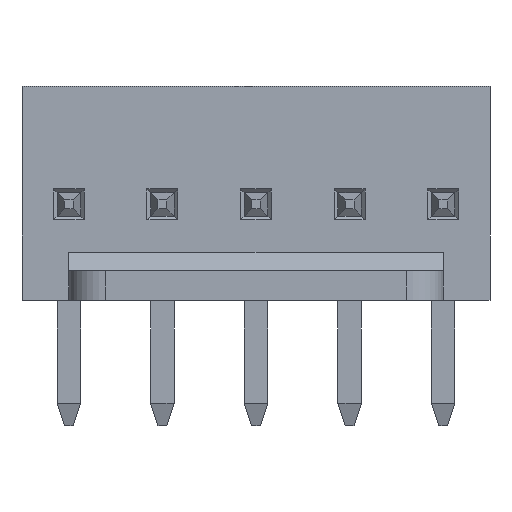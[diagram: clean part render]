
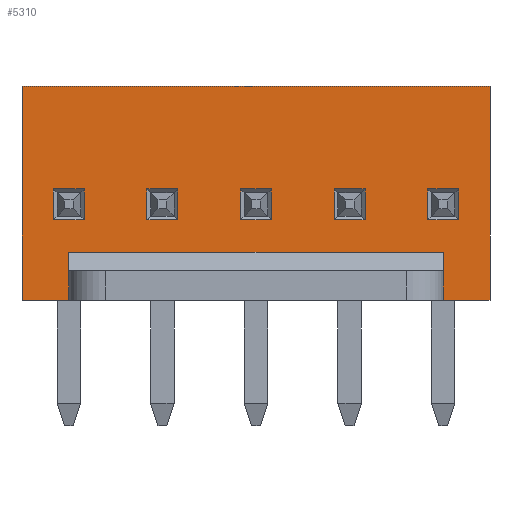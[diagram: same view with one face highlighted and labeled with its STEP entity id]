
A CAD part, front view. The second image highlights one B-rep face of the part: STEP entity #5310.
In plain terms, the highlighted face is planar.
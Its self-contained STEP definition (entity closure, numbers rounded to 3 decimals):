
#182=PLANE('',#5557);
#388=LINE('',#6954,#886);
#392=LINE('',#6966,#890);
#406=LINE('',#6993,#904);
#479=LINE('',#7137,#977);
#482=LINE('',#7142,#980);
#483=LINE('',#7144,#981);
#488=LINE('',#7152,#986);
#493=LINE('',#7160,#991);
#515=LINE('',#7212,#1013);
#518=LINE('',#7218,#1016);
#519=LINE('',#7220,#1017);
#523=LINE('',#7227,#1021);
#543=LINE('',#7272,#1041);
#546=LINE('',#7278,#1044);
#547=LINE('',#7280,#1045);
#551=LINE('',#7287,#1049);
#571=LINE('',#7332,#1069);
#574=LINE('',#7338,#1072);
#575=LINE('',#7340,#1073);
#579=LINE('',#7347,#1077);
#583=LINE('',#7357,#1081);
#585=LINE('',#7362,#1083);
#589=LINE('',#7369,#1087);
#591=LINE('',#7372,#1089);
#620=LINE('',#7433,#1118);
#622=LINE('',#7438,#1120);
#626=LINE('',#7445,#1124);
#628=LINE('',#7448,#1126);
#886=VECTOR('',#5938,1000.);
#890=VECTOR('',#5946,1000.);
#904=VECTOR('',#5966,1000.);
#977=VECTOR('',#6063,1000.);
#980=VECTOR('',#6070,1000.);
#981=VECTOR('',#6073,1000.);
#986=VECTOR('',#6080,1000.);
#991=VECTOR('',#6087,1000.);
#1013=VECTOR('',#6145,1000.);
#1016=VECTOR('',#6150,1000.);
#1017=VECTOR('',#6153,1000.);
#1021=VECTOR('',#6159,1000.);
#1041=VECTOR('',#6205,1000.);
#1044=VECTOR('',#6210,1000.);
#1045=VECTOR('',#6213,1000.);
#1049=VECTOR('',#6219,1000.);
#1069=VECTOR('',#6265,1000.);
#1072=VECTOR('',#6270,1000.);
#1073=VECTOR('',#6273,1000.);
#1077=VECTOR('',#6279,1000.);
#1081=VECTOR('',#6287,1000.);
#1083=VECTOR('',#6291,1000.);
#1087=VECTOR('',#6297,1000.);
#1089=VECTOR('',#6301,1000.);
#1118=VECTOR('',#6354,1000.);
#1120=VECTOR('',#6358,1000.);
#1124=VECTOR('',#6364,1000.);
#1126=VECTOR('',#6368,1000.);
#2060=ORIENTED_EDGE('',*,*,#2690,.T.);
#2061=ORIENTED_EDGE('',*,*,#2684,.T.);
#2062=ORIENTED_EDGE('',*,*,#2686,.T.);
#2063=ORIENTED_EDGE('',*,*,#2692,.T.);
#2064=ORIENTED_EDGE('',*,*,#2610,.T.);
#2065=ORIENTED_EDGE('',*,*,#2615,.T.);
#2066=ORIENTED_EDGE('',*,*,#2611,.T.);
#2067=ORIENTED_EDGE('',*,*,#2607,.T.);
#2068=ORIENTED_EDGE('',*,*,#2547,.F.);
#2069=ORIENTED_EDGE('',*,*,#2468,.F.);
#2070=ORIENTED_EDGE('',*,*,#2546,.T.);
#2071=ORIENTED_EDGE('',*,*,#2454,.F.);
#2072=ORIENTED_EDGE('',*,*,#2557,.F.);
#2073=ORIENTED_EDGE('',*,*,#2543,.T.);
#2074=ORIENTED_EDGE('',*,*,#2552,.F.);
#2075=ORIENTED_EDGE('',*,*,#2448,.F.);
#2076=ORIENTED_EDGE('',*,*,#2582,.T.);
#2077=ORIENTED_EDGE('',*,*,#2587,.T.);
#2078=ORIENTED_EDGE('',*,*,#2583,.T.);
#2079=ORIENTED_EDGE('',*,*,#2579,.T.);
#2080=ORIENTED_EDGE('',*,*,#2638,.T.);
#2081=ORIENTED_EDGE('',*,*,#2643,.T.);
#2082=ORIENTED_EDGE('',*,*,#2639,.T.);
#2083=ORIENTED_EDGE('',*,*,#2635,.T.);
#2084=ORIENTED_EDGE('',*,*,#2653,.T.);
#2085=ORIENTED_EDGE('',*,*,#2647,.T.);
#2086=ORIENTED_EDGE('',*,*,#2649,.T.);
#2087=ORIENTED_EDGE('',*,*,#2655,.T.);
#2448=EDGE_CURVE('',#2910,#2911,#388,.T.);
#2454=EDGE_CURVE('',#2916,#2917,#392,.T.);
#2468=EDGE_CURVE('',#2926,#2927,#406,.T.);
#2543=EDGE_CURVE('',#2982,#2985,#479,.T.);
#2546=EDGE_CURVE('',#2926,#2917,#482,.T.);
#2547=EDGE_CURVE('',#2927,#2910,#483,.T.);
#2552=EDGE_CURVE('',#2911,#2985,#488,.T.);
#2557=EDGE_CURVE('',#2982,#2916,#493,.T.);
#2579=EDGE_CURVE('',#2999,#3001,#515,.T.);
#2582=EDGE_CURVE('',#3001,#3003,#518,.T.);
#2583=EDGE_CURVE('',#3004,#2999,#519,.T.);
#2587=EDGE_CURVE('',#3003,#3004,#523,.T.);
#2607=EDGE_CURVE('',#3015,#3017,#543,.T.);
#2610=EDGE_CURVE('',#3017,#3019,#546,.T.);
#2611=EDGE_CURVE('',#3020,#3015,#547,.T.);
#2615=EDGE_CURVE('',#3019,#3020,#551,.T.);
#2635=EDGE_CURVE('',#3031,#3033,#571,.T.);
#2638=EDGE_CURVE('',#3033,#3035,#574,.T.);
#2639=EDGE_CURVE('',#3036,#3031,#575,.T.);
#2643=EDGE_CURVE('',#3035,#3036,#579,.T.);
#2647=EDGE_CURVE('',#3039,#3041,#583,.T.);
#2649=EDGE_CURVE('',#3041,#3043,#585,.T.);
#2653=EDGE_CURVE('',#3045,#3039,#589,.T.);
#2655=EDGE_CURVE('',#3043,#3045,#591,.T.);
#2684=EDGE_CURVE('',#3063,#3065,#620,.T.);
#2686=EDGE_CURVE('',#3065,#3067,#622,.T.);
#2690=EDGE_CURVE('',#3069,#3063,#626,.T.);
#2692=EDGE_CURVE('',#3067,#3069,#628,.T.);
#2910=VERTEX_POINT('',#6953);
#2911=VERTEX_POINT('',#6955);
#2916=VERTEX_POINT('',#6965);
#2917=VERTEX_POINT('',#6967);
#2926=VERTEX_POINT('',#6992);
#2927=VERTEX_POINT('',#6994);
#2982=VERTEX_POINT('',#7131);
#2985=VERTEX_POINT('',#7136);
#2999=VERTEX_POINT('',#7207);
#3001=VERTEX_POINT('',#7211);
#3003=VERTEX_POINT('',#7217);
#3004=VERTEX_POINT('',#7221);
#3015=VERTEX_POINT('',#7267);
#3017=VERTEX_POINT('',#7271);
#3019=VERTEX_POINT('',#7277);
#3020=VERTEX_POINT('',#7281);
#3031=VERTEX_POINT('',#7327);
#3033=VERTEX_POINT('',#7331);
#3035=VERTEX_POINT('',#7337);
#3036=VERTEX_POINT('',#7341);
#3039=VERTEX_POINT('',#7352);
#3041=VERTEX_POINT('',#7356);
#3043=VERTEX_POINT('',#7361);
#3045=VERTEX_POINT('',#7367);
#3063=VERTEX_POINT('',#7428);
#3065=VERTEX_POINT('',#7432);
#3067=VERTEX_POINT('',#7437);
#3069=VERTEX_POINT('',#7443);
#3327=EDGE_LOOP('',(#2060,#2061,#2062,#2063));
#3328=EDGE_LOOP('',(#2064,#2065,#2066,#2067));
#3329=EDGE_LOOP('',(#2068,#2069,#2070,#2071,#2072,#2073,#2074,#2075));
#3330=EDGE_LOOP('',(#2076,#2077,#2078,#2079));
#3331=EDGE_LOOP('',(#2080,#2081,#2082,#2083));
#3332=EDGE_LOOP('',(#2084,#2085,#2086,#2087));
#3563=FACE_BOUND('',#3327,.T.);
#3564=FACE_BOUND('',#3328,.T.);
#3565=FACE_BOUND('',#3329,.T.);
#3566=FACE_BOUND('',#3330,.T.);
#3567=FACE_BOUND('',#3331,.T.);
#3568=FACE_BOUND('',#3332,.T.);
#5310=ADVANCED_FACE('',(#3563,#3564,#3565,#3566,#3567,#3568),#182,.T.);
#5557=AXIS2_PLACEMENT_3D('',#7487,#6412,#6413);
#5938=DIRECTION('',(1.,0.,0.));
#5946=DIRECTION('',(1.,0.,0.));
#5966=DIRECTION('',(-1.,0.,0.));
#6063=DIRECTION('',(-1.,0.,0.));
#6070=DIRECTION('',(0.,1.,0.));
#6073=DIRECTION('',(0.,1.,0.));
#6080=DIRECTION('',(0.,-1.,0.));
#6087=DIRECTION('',(0.,1.,0.));
#6145=DIRECTION('',(0.,-1.,0.));
#6150=DIRECTION('',(-1.,0.,0.));
#6153=DIRECTION('',(1.,0.,0.));
#6159=DIRECTION('',(0.,1.,0.));
#6205=DIRECTION('',(0.,-1.,0.));
#6210=DIRECTION('',(-1.,0.,0.));
#6213=DIRECTION('',(1.,0.,0.));
#6219=DIRECTION('',(0.,1.,0.));
#6265=DIRECTION('',(0.,-1.,0.));
#6270=DIRECTION('',(-1.,0.,0.));
#6273=DIRECTION('',(1.,0.,0.));
#6279=DIRECTION('',(0.,1.,0.));
#6287=DIRECTION('',(0.,1.,0.));
#6291=DIRECTION('',(1.,0.,0.));
#6297=DIRECTION('',(-1.,0.,0.));
#6301=DIRECTION('',(0.,-1.,0.));
#6354=DIRECTION('',(0.,1.,0.));
#6358=DIRECTION('',(1.,0.,0.));
#6364=DIRECTION('',(-1.,0.,0.));
#6368=DIRECTION('',(0.,-1.,0.));
#6412=DIRECTION('',(0.,0.,1.));
#6413=DIRECTION('',(1.,0.,0.));
#6953=CARTESIAN_POINT('',(-6.35,2.9,-2.45));
#6954=CARTESIAN_POINT('',(-6.35,2.9,-2.45));
#6955=CARTESIAN_POINT('',(-5.08,2.9,-2.45));
#6965=CARTESIAN_POINT('',(5.08,2.9,-2.45));
#6966=CARTESIAN_POINT('',(5.08,2.9,-2.45));
#6967=CARTESIAN_POINT('',(6.35,2.9,-2.45));
#6992=CARTESIAN_POINT('',(6.35,-2.9,-2.45));
#6993=CARTESIAN_POINT('',(6.35,-2.9,-2.45));
#6994=CARTESIAN_POINT('',(-6.35,-2.9,-2.45));
#7131=CARTESIAN_POINT('',(5.08,2.1,-2.45));
#7136=CARTESIAN_POINT('',(-5.08,2.1,-2.45));
#7137=CARTESIAN_POINT('',(6.35,2.1,-2.45));
#7142=CARTESIAN_POINT('',(6.35,-2.9,-2.45));
#7144=CARTESIAN_POINT('',(-6.35,-2.9,-2.45));
#7152=CARTESIAN_POINT('',(-5.08,2.9,-2.45));
#7160=CARTESIAN_POINT('',(5.08,2.1,-2.45));
#7207=CARTESIAN_POINT('',(-4.66,0.72,-2.45));
#7211=CARTESIAN_POINT('',(-4.66,-0.12,-2.45));
#7212=CARTESIAN_POINT('',(-4.66,-2.9,-2.45));
#7217=CARTESIAN_POINT('',(-5.5,-0.12,-2.45));
#7218=CARTESIAN_POINT('',(6.35,-0.12,-2.45));
#7220=CARTESIAN_POINT('',(6.35,0.72,-2.45));
#7221=CARTESIAN_POINT('',(-5.5,0.72,-2.45));
#7227=CARTESIAN_POINT('',(-5.5,-2.9,-2.45));
#7267=CARTESIAN_POINT('',(-2.12,0.72,-2.45));
#7271=CARTESIAN_POINT('',(-2.12,-0.12,-2.45));
#7272=CARTESIAN_POINT('',(-2.12,-2.9,-2.45));
#7277=CARTESIAN_POINT('',(-2.96,-0.12,-2.45));
#7278=CARTESIAN_POINT('',(6.35,-0.12,-2.45));
#7280=CARTESIAN_POINT('',(6.35,0.72,-2.45));
#7281=CARTESIAN_POINT('',(-2.96,0.72,-2.45));
#7287=CARTESIAN_POINT('',(-2.96,-2.9,-2.45));
#7327=CARTESIAN_POINT('',(0.42,0.72,-2.45));
#7331=CARTESIAN_POINT('',(0.42,-0.12,-2.45));
#7332=CARTESIAN_POINT('',(0.42,-2.9,-2.45));
#7337=CARTESIAN_POINT('',(-0.42,-0.12,-2.45));
#7338=CARTESIAN_POINT('',(6.35,-0.12,-2.45));
#7340=CARTESIAN_POINT('',(6.35,0.72,-2.45));
#7341=CARTESIAN_POINT('',(-0.42,0.72,-2.45));
#7347=CARTESIAN_POINT('',(-0.42,-2.9,-2.45));
#7352=CARTESIAN_POINT('',(4.66,-0.12,-2.45));
#7356=CARTESIAN_POINT('',(4.66,0.72,-2.45));
#7357=CARTESIAN_POINT('',(4.66,-2.9,-2.45));
#7361=CARTESIAN_POINT('',(5.5,0.72,-2.45));
#7362=CARTESIAN_POINT('',(6.35,0.72,-2.45));
#7367=CARTESIAN_POINT('',(5.5,-0.12,-2.45));
#7369=CARTESIAN_POINT('',(6.35,-0.12,-2.45));
#7372=CARTESIAN_POINT('',(5.5,-2.9,-2.45));
#7428=CARTESIAN_POINT('',(2.12,-0.12,-2.45));
#7432=CARTESIAN_POINT('',(2.12,0.72,-2.45));
#7433=CARTESIAN_POINT('',(2.12,-2.9,-2.45));
#7437=CARTESIAN_POINT('',(2.96,0.72,-2.45));
#7438=CARTESIAN_POINT('',(6.35,0.72,-2.45));
#7443=CARTESIAN_POINT('',(2.96,-0.12,-2.45));
#7445=CARTESIAN_POINT('',(6.35,-0.12,-2.45));
#7448=CARTESIAN_POINT('',(2.96,-2.9,-2.45));
#7487=CARTESIAN_POINT('',(6.35,-2.9,-2.45));
